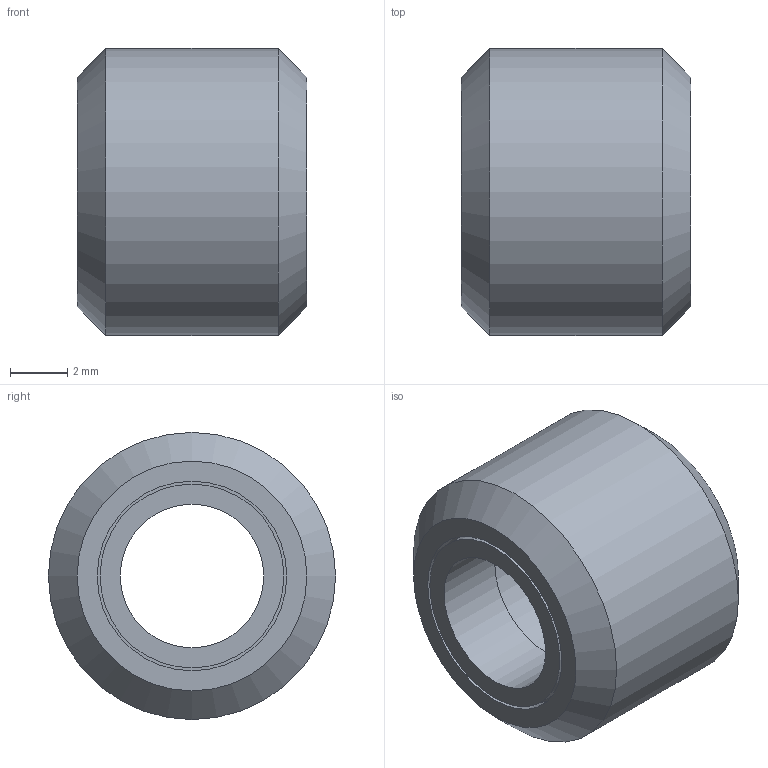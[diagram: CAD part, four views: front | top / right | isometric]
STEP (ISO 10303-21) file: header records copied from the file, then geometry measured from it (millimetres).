
FILE_DESCRIPTION( ( '' ), ' ' );
FILE_NAME( '5a98027b5bbf230ef9d9e140.step', '2018-03-01T13:39:07', ( '' ), ( '' ), ' ', ' ', ' ' );
FILE_SCHEMA( ( 'AUTOMOTIVE_DESIGN { 1 0 10303 214 1 1 1 1 }' ) );
Length unit declared in the file: metre
Products named in the file (3): Assem1; 3600-0005-0010; 360001 Bearing
Assembly tree (3 placements, depth 2):
  Assem1
    3600-0005-0010
    360001 Bearing  x2
Bounding box: 8 x 10 x 10 mm (x, y, z)
Volume: 411.9 mm3; surface area: 903.1 mm2
Topology: 3 solids, 3 shells, 32 faces, 53 edges, 35 vertices
Faces by surface type: cylinder 16, plane 14, cone 2
Full cylindrical faces by diameter (mm): 5 x2, 6 x1, 6.4 x4, 6.6 x4, 8 x4, 10 x1
Entity records: 634 total; most frequent: DIRECTION 88, CARTESIAN_POINT 64, AXIS2_PLACEMENT_3D 44, EDGE_LOOP 40, ORIENTED_EDGE 40, FACE_OUTER_BOUND 30, STYLED_ITEM 20, PRESENTATION_STYLE_ASSIGNMENT 20
